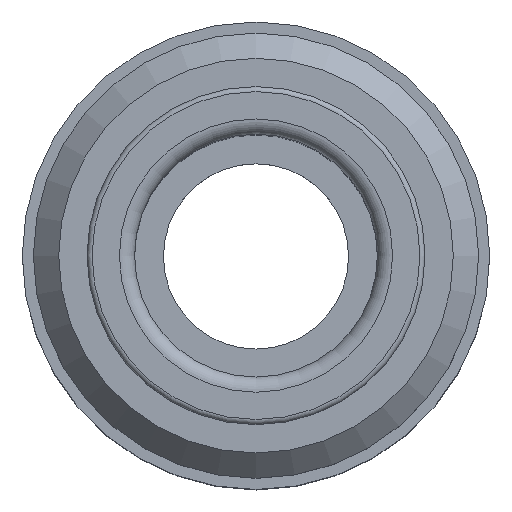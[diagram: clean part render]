
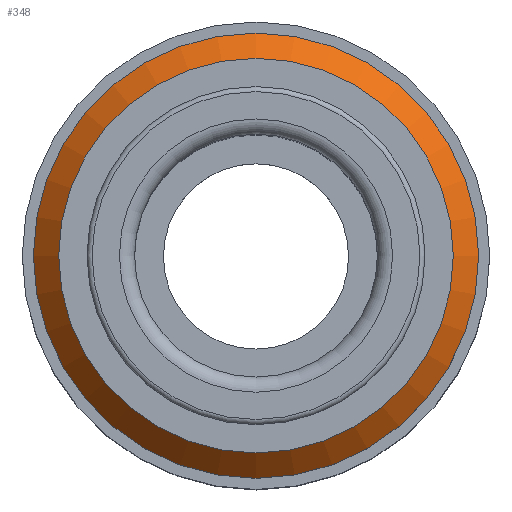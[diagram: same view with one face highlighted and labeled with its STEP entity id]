
A CAD part, top view. The second image highlights one B-rep face of the part: STEP entity #348.
In plain terms, the highlighted conical face has half-angle 45 degrees and reference radius 9.75 mm.
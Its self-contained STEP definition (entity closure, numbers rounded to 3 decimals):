
#20=CONICAL_SURFACE('',#402,9.75,0.785);
#59=ORIENTED_EDGE('',*,*,#116,.F.);
#60=ORIENTED_EDGE('',*,*,#115,.T.);
#115=EDGE_CURVE('',#147,#147,#179,.T.);
#116=EDGE_CURVE('',#148,#148,#180,.T.);
#147=VERTEX_POINT('',#605);
#148=VERTEX_POINT('',#608);
#179=CIRCLE('',#401,9.75);
#180=CIRCLE('',#403,11.);
#219=EDGE_LOOP('',(#59));
#220=EDGE_LOOP('',(#60));
#283=FACE_BOUND('',#219,.T.);
#284=FACE_BOUND('',#220,.T.);
#348=ADVANCED_FACE('',(#283,#284),#20,.T.);
#401=AXIS2_PLACEMENT_3D('',#604,#483,#484);
#402=AXIS2_PLACEMENT_3D('',#606,#485,#486);
#403=AXIS2_PLACEMENT_3D('',#607,#487,#488);
#483=DIRECTION('',(0.,0.,-1.));
#484=DIRECTION('',(-1.,0.,0.));
#485=DIRECTION('',(0.,0.,-1.));
#486=DIRECTION('',(-1.,0.,0.));
#487=DIRECTION('',(0.,0.,-1.));
#488=DIRECTION('',(-1.,0.,0.));
#604=CARTESIAN_POINT('',(0.,0.,-2.5));
#605=CARTESIAN_POINT('',(-9.75,0.,-2.5));
#606=CARTESIAN_POINT('',(0.,0.,-2.5));
#607=CARTESIAN_POINT('',(0.,0.,-3.75));
#608=CARTESIAN_POINT('',(-11.,0.,-3.75));
